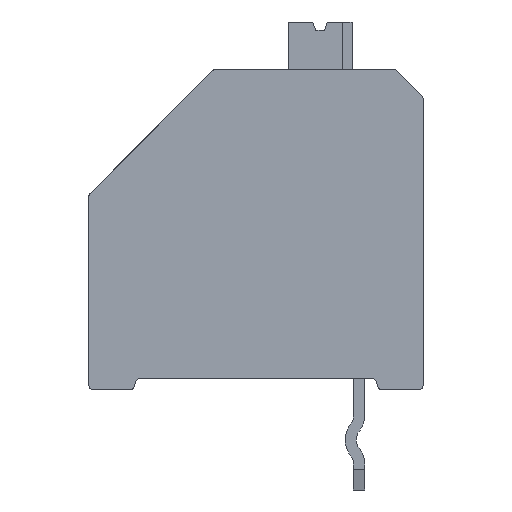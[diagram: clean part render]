
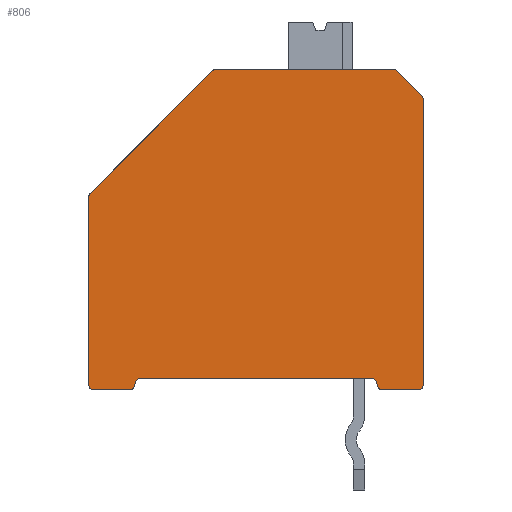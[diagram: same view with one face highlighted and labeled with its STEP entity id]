
A CAD part, front view. The second image highlights one B-rep face of the part: STEP entity #806.
In plain terms, the highlighted planar face has unit normal (0, -1, 0).
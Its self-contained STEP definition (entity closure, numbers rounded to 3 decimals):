
#806 = ADVANCED_FACE( '', ( #1681 ), #1682, .F. );
#1681 = FACE_OUTER_BOUND( '', #2622, .T. );
#1682 = PLANE( '', #2623 );
#2622 = EDGE_LOOP( '', ( #4976, #4977, #4978, #4979, #4980, #4981, #4982, #4983, #4984, #4985, #4986, #4987, #4988, #4989, #4990, #4991, #4992, #4993, #4994, #4995 ) );
#2623 = AXIS2_PLACEMENT_3D( '', #4996, #4997, #4998 );
#4976 = ORIENTED_EDGE( '', *, *, #6201, .F. );
#4977 = ORIENTED_EDGE( '', *, *, #6315, .F. );
#4978 = ORIENTED_EDGE( '', *, *, #6773, .F. );
#4979 = ORIENTED_EDGE( '', *, *, #6688, .F. );
#4980 = ORIENTED_EDGE( '', *, *, #6615, .F. );
#4981 = ORIENTED_EDGE( '', *, *, #6059, .F. );
#4982 = ORIENTED_EDGE( '', *, *, #6541, .F. );
#4983 = ORIENTED_EDGE( '', *, *, #6449, .F. );
#4984 = ORIENTED_EDGE( '', *, *, #6417, .F. );
#4985 = ORIENTED_EDGE( '', *, *, #6624, .F. );
#4986 = ORIENTED_EDGE( '', *, *, #6716, .F. );
#4987 = ORIENTED_EDGE( '', *, *, #5904, .F. );
#4988 = ORIENTED_EDGE( '', *, *, #6774, .F. );
#4989 = ORIENTED_EDGE( '', *, *, #6702, .F. );
#4990 = ORIENTED_EDGE( '', *, *, #6423, .F. );
#4991 = ORIENTED_EDGE( '', *, *, #6775, .F. );
#4992 = ORIENTED_EDGE( '', *, *, #6668, .F. );
#4993 = ORIENTED_EDGE( '', *, *, #6120, .F. );
#4994 = ORIENTED_EDGE( '', *, *, #6063, .F. );
#4995 = ORIENTED_EDGE( '', *, *, #5801, .F. );
#4996 = CARTESIAN_POINT( '', ( 4.57, -5.3, 11.16 ) );
#4997 = DIRECTION( '', ( 0., 1., 0. ) );
#4998 = DIRECTION( '', ( 0., 0., 1. ) );
#5801 = EDGE_CURVE( '', #6955, #6943, #6957, .T. );
#5904 = EDGE_CURVE( '', #7137, #7139, #7140, .T. );
#6059 = EDGE_CURVE( '', #7427, #7423, #7429, .T. );
#6063 = EDGE_CURVE( '', #6943, #7432, #7435, .T. );
#6120 = EDGE_CURVE( '', #7432, #7525, #7529, .T. );
#6201 = EDGE_CURVE( '', #7668, #6955, #7670, .T. );
#6315 = EDGE_CURVE( '', #7836, #7668, #7838, .T. );
#6417 = EDGE_CURVE( '', #7996, #7998, #7999, .T. );
#6423 = EDGE_CURVE( '', #8007, #8003, #8009, .T. );
#6449 = EDGE_CURVE( '', #7998, #8046, #8047, .T. );
#6541 = EDGE_CURVE( '', #8046, #7427, #8172, .T. );
#6615 = EDGE_CURVE( '', #7423, #8268, #8271, .T. );
#6624 = EDGE_CURVE( '', #8281, #7996, #8283, .T. );
#6668 = EDGE_CURVE( '', #7525, #8334, #8338, .T. );
#6688 = EDGE_CURVE( '', #8268, #8359, #8362, .T. );
#6702 = EDGE_CURVE( '', #8003, #8376, #8380, .T. );
#6716 = EDGE_CURVE( '', #7139, #8281, #8395, .T. );
#6773 = EDGE_CURVE( '', #8359, #7836, #8461, .T. );
#6774 = EDGE_CURVE( '', #8376, #7137, #8462, .T. );
#6775 = EDGE_CURVE( '', #8334, #8007, #8463, .T. );
#6943 = VERTEX_POINT( '', #8648 );
#6955 = VERTEX_POINT( '', #8665 );
#6957 = LINE( '', #8668, #8669 );
#7137 = VERTEX_POINT( '', #8908 );
#7139 = VERTEX_POINT( '', #8911 );
#7140 = LINE( '', #8912, #8913 );
#7423 = VERTEX_POINT( '', #9321 );
#7427 = VERTEX_POINT( '', #9327 );
#7429 = LINE( '', #9330, #9331 );
#7432 = VERTEX_POINT( '', #9334 );
#7435 = CIRCLE( '', #9338, 0.17 );
#7525 = VERTEX_POINT( '', #9471 );
#7529 = LINE( '', #9477, #9478 );
#7668 = VERTEX_POINT( '', #9662 );
#7670 = CIRCLE( '', #9665, 0.17 );
#7836 = VERTEX_POINT( '', #9925 );
#7838 = LINE( '', #9928, #9929 );
#7996 = VERTEX_POINT( '', #10168 );
#7998 = VERTEX_POINT( '', #10171 );
#7999 = CIRCLE( '', #10172, 0.17 );
#8003 = VERTEX_POINT( '', #10177 );
#8007 = VERTEX_POINT( '', #10182 );
#8009 = CIRCLE( '', #10185, 0.17 );
#8046 = VERTEX_POINT( '', #10240 );
#8047 = LINE( '', #10241, #10242 );
#8172 = CIRCLE( '', #10422, 0.17 );
#8268 = VERTEX_POINT( '', #10554 );
#8271 = CIRCLE( '', #10558, 0.17 );
#8281 = VERTEX_POINT( '', #10572 );
#8283 = LINE( '', #10575, #10576 );
#8334 = VERTEX_POINT( '', #10651 );
#8338 = CIRCLE( '', #10656, 0.17 );
#8359 = VERTEX_POINT( '', #10686 );
#8362 = LINE( '', #10691, #10692 );
#8376 = VERTEX_POINT( '', #10712 );
#8380 = LINE( '', #10718, #10719 );
#8395 = CIRCLE( '', #10739, 0.17 );
#8461 = CIRCLE( '', #10841, 0.17 );
#8462 = CIRCLE( '', #10842, 0.17 );
#8463 = LINE( '', #10843, #10844 );
#8648 = CARTESIAN_POINT( '', ( 10.93, -5.3, 11.33 ) );
#8665 = CARTESIAN_POINT( '', ( 4.57, -5.3, 11.33 ) );
#8668 = CARTESIAN_POINT( '', ( 4.57, -5.3, 11.33 ) );
#8669 = VECTOR( '', #11070, 1000. );
#8908 = CARTESIAN_POINT( '', ( 10.366, -5.3, -0.044 ) );
#8911 = CARTESIAN_POINT( '', ( 10.327, -5.3, 0.104 ) );
#8912 = CARTESIAN_POINT( '', ( 10.327, -5.3, 0.104 ) );
#8913 = VECTOR( '', #11197, 1000. );
#9321 = CARTESIAN_POINT( '', ( 0.17, -5.3, -0.17 ) );
#9327 = CARTESIAN_POINT( '', ( 1.47, -5.3, -0.17 ) );
#9330 = CARTESIAN_POINT( '', ( 1.47, -5.3, -0.17 ) );
#9331 = VECTOR( '', #11383, 1000. );
#9334 = CARTESIAN_POINT( '', ( 11.05, -5.3, 11.28 ) );
#9338 = AXIS2_PLACEMENT_3D( '', #11388, #11389, #11390 );
#9471 = CARTESIAN_POINT( '', ( 11.95, -5.3, 10.38 ) );
#9477 = CARTESIAN_POINT( '', ( 11.05, -5.3, 11.28 ) );
#9478 = VECTOR( '', #11439, 1000. );
#9662 = CARTESIAN_POINT( '', ( 4.45, -5.3, 11.28 ) );
#9665 = AXIS2_PLACEMENT_3D( '', #11546, #11547, #11548 );
#9925 = CARTESIAN_POINT( '', ( 0.05, -5.3, 6.88 ) );
#9928 = CARTESIAN_POINT( '', ( 0.05, -5.3, 6.88 ) );
#9929 = VECTOR( '', #11653, 1000. );
#10168 = CARTESIAN_POINT( '', ( 1.838, -5.3, 0.23 ) );
#10171 = CARTESIAN_POINT( '', ( 1.673, -5.3, 0.104 ) );
#10172 = AXIS2_PLACEMENT_3D( '', #11742, #11743, #11744 );
#10177 = CARTESIAN_POINT( '', ( 11.83, -5.3, -0.17 ) );
#10182 = CARTESIAN_POINT( '', ( 12., -5.3, 0. ) );
#10185 = AXIS2_PLACEMENT_3D( '', #11751, #11752, #11753 );
#10240 = CARTESIAN_POINT( '', ( 1.634, -5.3, -0.044 ) );
#10241 = CARTESIAN_POINT( '', ( 1.634, -5.3, -0.044 ) );
#10242 = VECTOR( '', #11772, 1000. );
#10422 = AXIS2_PLACEMENT_3D( '', #11855, #11856, #11857 );
#10554 = CARTESIAN_POINT( '', ( 0., -5.3, 0. ) );
#10558 = AXIS2_PLACEMENT_3D( '', #11952, #11953, #11954 );
#10572 = CARTESIAN_POINT( '', ( 10.162, -5.3, 0.23 ) );
#10575 = CARTESIAN_POINT( '', ( 1.838, -5.3, 0.23 ) );
#10576 = VECTOR( '', #11960, 1000. );
#10651 = CARTESIAN_POINT( '', ( 12., -5.3, 10.26 ) );
#10656 = AXIS2_PLACEMENT_3D( '', #11992, #11993, #11994 );
#10686 = CARTESIAN_POINT( '', ( 0., -5.3, 6.76 ) );
#10691 = CARTESIAN_POINT( '', ( 0., -5.3, 6.76 ) );
#10692 = VECTOR( '', #12006, 1000. );
#10712 = CARTESIAN_POINT( '', ( 10.53, -5.3, -0.17 ) );
#10718 = CARTESIAN_POINT( '', ( 11.83, -5.3, -0.17 ) );
#10719 = VECTOR( '', #12015, 1000. );
#10739 = AXIS2_PLACEMENT_3D( '', #12024, #12025, #12026 );
#10841 = AXIS2_PLACEMENT_3D( '', #12063, #12064, #12065 );
#10842 = AXIS2_PLACEMENT_3D( '', #12066, #12067, #12068 );
#10843 = CARTESIAN_POINT( '', ( 12., -5.3, 0. ) );
#10844 = VECTOR( '', #12069, 1000. );
#11070 = DIRECTION( '', ( 1., 0., 0. ) );
#11197 = DIRECTION( '', ( -0.259, 0., 0.966 ) );
#11383 = DIRECTION( '', ( -1., 0., 0. ) );
#11388 = CARTESIAN_POINT( '', ( 10.93, -5.3, 11.16 ) );
#11389 = DIRECTION( '', ( 0., 1., 0. ) );
#11390 = DIRECTION( '', ( 1., 0., 0. ) );
#11439 = DIRECTION( '', ( 0.707, 0., -0.707 ) );
#11546 = CARTESIAN_POINT( '', ( 4.57, -5.3, 11.16 ) );
#11547 = DIRECTION( '', ( 0., 1., 0. ) );
#11548 = DIRECTION( '', ( 1., 0., 0. ) );
#11653 = DIRECTION( '', ( 0.707, 0., 0.707 ) );
#11742 = CARTESIAN_POINT( '', ( 1.838, -5.3, 0.06 ) );
#11743 = DIRECTION( '', ( 0., -1., 0. ) );
#11744 = DIRECTION( '', ( 1., 0., 0. ) );
#11751 = CARTESIAN_POINT( '', ( 11.83, -5.3, 0. ) );
#11752 = DIRECTION( '', ( 0., 1., 0. ) );
#11753 = DIRECTION( '', ( -1., 0., 0. ) );
#11772 = DIRECTION( '', ( -0.259, 0., -0.966 ) );
#11855 = CARTESIAN_POINT( '', ( 1.47, -5.3, 0. ) );
#11856 = DIRECTION( '', ( 0., 1., 0. ) );
#11857 = DIRECTION( '', ( 1., 0., 0. ) );
#11952 = CARTESIAN_POINT( '', ( 0.17, -5.3, 0. ) );
#11953 = DIRECTION( '', ( 0., 1., 0. ) );
#11954 = DIRECTION( '', ( 1., 0., 0. ) );
#11960 = DIRECTION( '', ( -1., 0., 0. ) );
#11992 = CARTESIAN_POINT( '', ( 11.83, -5.3, 10.26 ) );
#11993 = DIRECTION( '', ( 0., 1., 0. ) );
#11994 = DIRECTION( '', ( -1., 0., 0. ) );
#12006 = DIRECTION( '', ( 0., 0., 1. ) );
#12015 = DIRECTION( '', ( -1., 0., 0. ) );
#12024 = CARTESIAN_POINT( '', ( 10.162, -5.3, 0.06 ) );
#12025 = DIRECTION( '', ( 0., -1., 0. ) );
#12026 = DIRECTION( '', ( 1., 0., 0. ) );
#12063 = CARTESIAN_POINT( '', ( 0.17, -5.3, 6.76 ) );
#12064 = DIRECTION( '', ( 0., 1., 0. ) );
#12065 = DIRECTION( '', ( 1., 0., 0. ) );
#12066 = CARTESIAN_POINT( '', ( 10.53, -5.3, 0. ) );
#12067 = DIRECTION( '', ( 0., 1., 0. ) );
#12068 = DIRECTION( '', ( 1., 0., 0. ) );
#12069 = DIRECTION( '', ( 0., 0., -1. ) );
